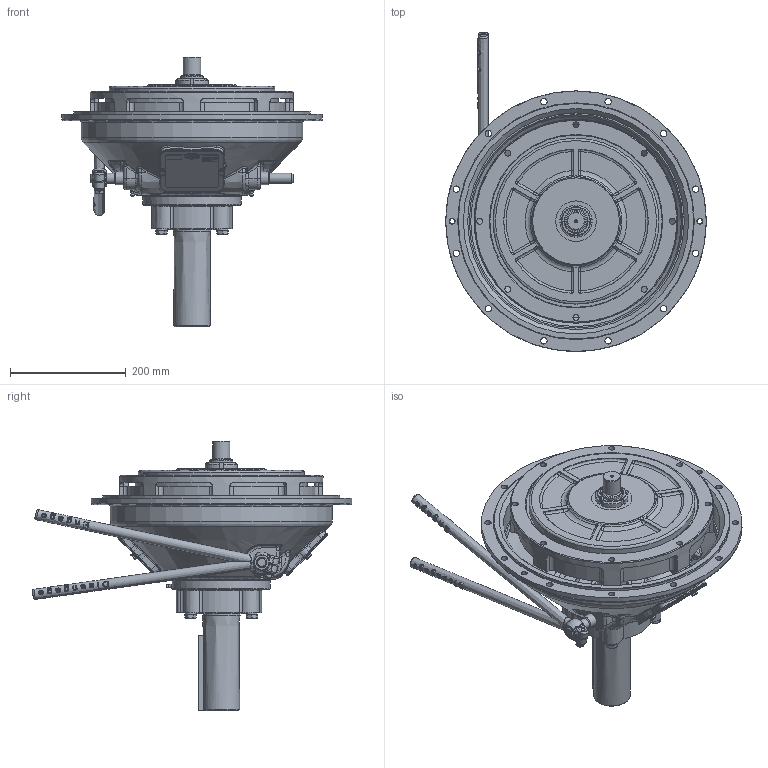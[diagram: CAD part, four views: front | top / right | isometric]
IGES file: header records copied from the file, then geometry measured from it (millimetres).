
Start section: SolidWorks IGES file using analytic representation for surfaces
Global section: file name: ITI_B290_T000_01_rev00.IGS; native system: SolidWorks 2015; preprocessor: SolidWorks 2015; author: pezzinig; date: 170724.172435; units: millimetre
Bounding box: 451 x 552.44 x 466 mm (x, y, z)
Surface area: 902960.9 mm2 (no closed solid volume)
Topology: 0 solids, 1 shells, 1116 faces, 14118 edges, 19526 vertices
Faces by surface type: bspline 663, revolution 453
